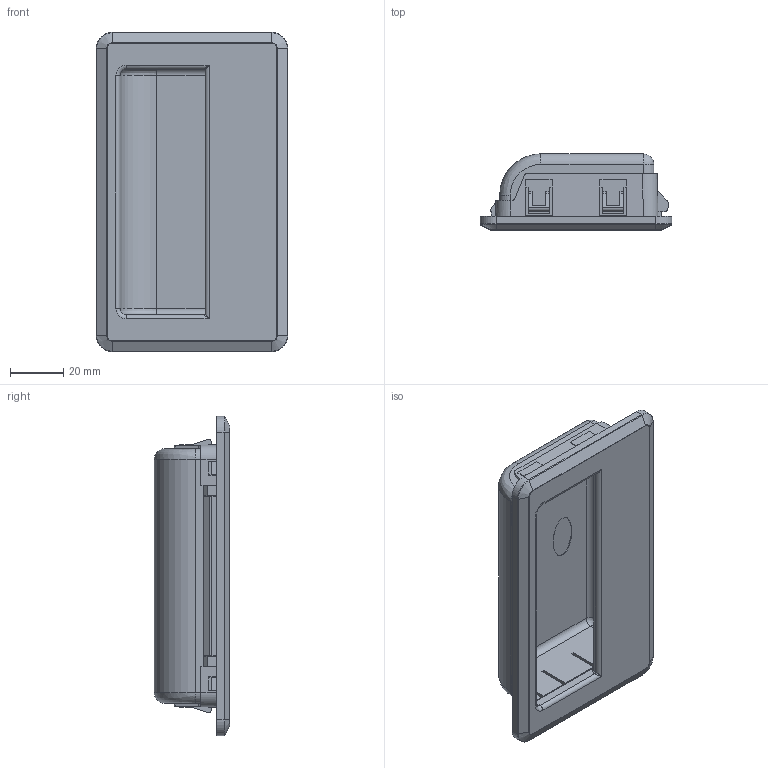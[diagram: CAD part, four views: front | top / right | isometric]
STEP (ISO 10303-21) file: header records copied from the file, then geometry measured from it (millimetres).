
FILE_DESCRIPTION( (''), '2;1');
FILE_NAME ('PC50.12916.THA-471-W-1.6_21587.stp','2020-03-12T14:24:17',(''),(''),'spGate 16.7.1','','');
FILE_SCHEMA (('AUTOMOTIVE_DESIGN'));
Length unit declared in the file: millimetre
Bounding box: 72 x 28.5 x 120 mm (x, y, z)
Volume: 41637.2 mm3; surface area: 45722.6 mm2
Topology: 1 solids, 1 shells, 975 faces, 2475 edges, 1416 vertices
Faces by surface type: plane 428, cylinder 355, bspline 108, sphere 84
Entity records: 51039 total; most frequent: CARTESIAN_POINT 8468, DIRECTION 4833, ORIENTED_EDGE 4778, COLOUR_RGB 3365, PRESENTATION_STYLE_ASSIGNMENT 3365, STYLED_ITEM 3365, EDGE_CURVE 2389, DRAUGHTING_PRE_DEFINED_CURVE_FONT 2389
